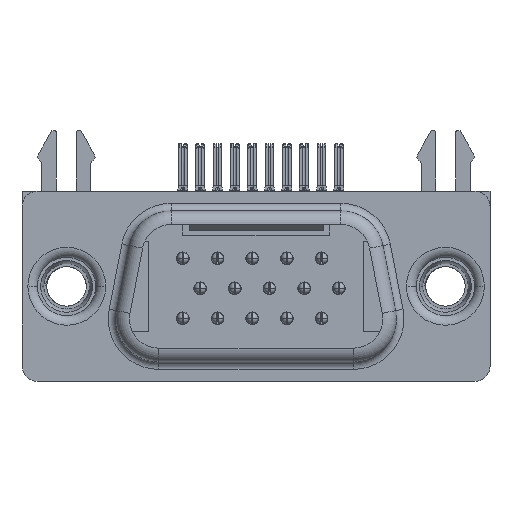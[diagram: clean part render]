
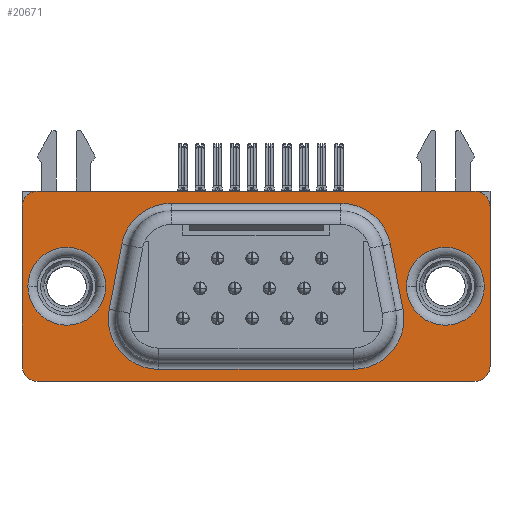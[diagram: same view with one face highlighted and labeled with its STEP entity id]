
A CAD part, front view. The second image highlights one B-rep face of the part: STEP entity #20671.
In plain terms, the highlighted planar face has unit normal (0, -1, 0).
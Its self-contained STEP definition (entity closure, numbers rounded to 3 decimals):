
#18863=CARTESIAN_POINT('',(-12.495,-0.4,0.));
#18864=DIRECTION('',(0.,1.,0.));
#18865=DIRECTION('',(1.,0.,0.));
#18866=AXIS2_PLACEMENT_3D('',#18863,#18864,#18865);
#18873=CARTESIAN_POINT('',(-12.495,-0.4,0.));
#18874=DIRECTION('',(0.,1.,0.));
#18875=DIRECTION('',(-1.,0.,0.));
#18876=AXIS2_PLACEMENT_3D('',#18873,#18874,#18875);
#18878=CARTESIAN_POINT('',(14.44,-0.4,5.275));
#18879=DIRECTION('',(0.,-1.,0.));
#18880=DIRECTION('',(1.,0.,0.));
#18881=AXIS2_PLACEMENT_3D('',#18878,#18879,#18880);
#18883=DIRECTION('',(0.,0.,-1.));
#18884=VECTOR('',#18883,10.55);
#18885=CARTESIAN_POINT('',(15.44,-0.4,5.275));
#18886=LINE('',#18885,#18884);
#18887=CARTESIAN_POINT('',(14.44,-0.4,-5.275));
#18888=DIRECTION('',(0.,-1.,0.));
#18889=DIRECTION('',(0.,0.,-1.));
#18890=AXIS2_PLACEMENT_3D('',#18887,#18888,#18889);
#18892=DIRECTION('',(-1.,0.,0.));
#18893=VECTOR('',#18892,28.88);
#18894=CARTESIAN_POINT('',(14.44,-0.4,-6.275));
#18895=LINE('',#18894,#18893);
#18896=CARTESIAN_POINT('',(-14.44,-0.4,-5.275));
#18897=DIRECTION('',(0.,-1.,0.));
#18898=DIRECTION('',(-1.,0.,0.));
#18899=AXIS2_PLACEMENT_3D('',#18896,#18897,#18898);
#18901=DIRECTION('',(0.,0.,1.));
#18902=VECTOR('',#18901,10.55);
#18903=CARTESIAN_POINT('',(-15.44,-0.4,-5.275));
#18904=LINE('',#18903,#18902);
#18905=CARTESIAN_POINT('',(-14.44,-0.4,5.275));
#18906=DIRECTION('',(0.,-1.,0.));
#18907=DIRECTION('',(0.,0.,1.));
#18908=AXIS2_PLACEMENT_3D('',#18905,#18906,#18907);
#18910=DIRECTION('',(1.,0.,0.));
#18911=VECTOR('',#18910,28.88);
#18912=CARTESIAN_POINT('',(-14.44,-0.4,6.275));
#18913=LINE('',#18912,#18911);
#18914=CARTESIAN_POINT('',(-5.594,-0.4,-2.15));
#18915=DIRECTION('',(0.,-1.,0.));
#18916=DIRECTION('',(-0.982,0.,-0.191));
#18917=AXIS2_PLACEMENT_3D('',#18914,#18915,#18916);
#18919=DIRECTION('',(1.,0.,0.));
#18920=VECTOR('',#18919,11.188);
#18921=CARTESIAN_POINT('',(-5.594,-0.4,-5.48));
#18922=LINE('',#18921,#18920);
#18923=CARTESIAN_POINT('',(5.594,-0.4,-2.15));
#18924=DIRECTION('',(0.,-1.,0.));
#18925=DIRECTION('',(0.,0.,-1.));
#18926=AXIS2_PLACEMENT_3D('',#18923,#18924,#18925);
#18928=DIRECTION('',(0.191,0.,0.982));
#18929=VECTOR('',#18928,4.38);
#18930=CARTESIAN_POINT('',(8.863,-0.4,-2.785));
#18931=LINE('',#18930,#18929);
#18932=CARTESIAN_POINT('',(6.43,-0.4,2.15));
#18933=DIRECTION('',(0.,-1.,0.));
#18934=DIRECTION('',(0.982,0.,-0.191));
#18935=AXIS2_PLACEMENT_3D('',#18932,#18933,#18934);
#18937=DIRECTION('',(-1.,0.,0.));
#18938=VECTOR('',#18937,12.86);
#18939=CARTESIAN_POINT('',(6.43,-0.4,5.48));
#18940=LINE('',#18939,#18938);
#18941=CARTESIAN_POINT('',(-6.43,-0.4,2.15));
#18942=DIRECTION('',(0.,-1.,0.));
#18943=DIRECTION('',(0.,0.,1.));
#18944=AXIS2_PLACEMENT_3D('',#18941,#18942,#18943);
#18946=DIRECTION('',(0.191,0.,-0.982));
#18947=VECTOR('',#18946,4.38);
#18948=CARTESIAN_POINT('',(-9.699,-0.4,1.515));
#18949=LINE('',#18948,#18947);
#18950=CARTESIAN_POINT('',(12.495,-0.4,0.));
#18951=DIRECTION('',(0.,1.,0.));
#18952=DIRECTION('',(1.,0.,0.));
#18953=AXIS2_PLACEMENT_3D('',#18950,#18951,#18952);
#18960=CARTESIAN_POINT('',(12.495,-0.4,0.));
#18961=DIRECTION('',(0.,1.,0.));
#18962=DIRECTION('',(-1.,0.,0.));
#18963=AXIS2_PLACEMENT_3D('',#18960,#18961,#18962);
#20070=CARTESIAN_POINT('',(-9.925,-0.4,0.));
#20071=CARTESIAN_POINT('',(-15.065,-0.4,0.));
#20072=VERTEX_POINT('',#20070);
#20073=VERTEX_POINT('',#20071);
#20094=CARTESIAN_POINT('',(15.065,-0.4,0.));
#20096=VERTEX_POINT('',#20094);
#20100=CARTESIAN_POINT('',(9.925,-0.4,0.));
#20102=VERTEX_POINT('',#20100);
#20110=CARTESIAN_POINT('',(15.44,-0.4,5.275));
#20111=VERTEX_POINT('',#20110);
#20112=CARTESIAN_POINT('',(14.44,-0.4,6.275));
#20113=VERTEX_POINT('',#20112);
#20118=CARTESIAN_POINT('',(14.44,-0.4,-6.275));
#20119=VERTEX_POINT('',#20118);
#20120=CARTESIAN_POINT('',(15.44,-0.4,-5.275));
#20121=VERTEX_POINT('',#20120);
#20126=CARTESIAN_POINT('',(-15.44,-0.4,-5.275));
#20127=VERTEX_POINT('',#20126);
#20128=CARTESIAN_POINT('',(-14.44,-0.4,-6.275));
#20129=VERTEX_POINT('',#20128);
#20134=CARTESIAN_POINT('',(-14.44,-0.4,6.275));
#20135=VERTEX_POINT('',#20134);
#20136=CARTESIAN_POINT('',(-15.44,-0.4,5.275));
#20137=VERTEX_POINT('',#20136);
#20234=CARTESIAN_POINT('',(-8.863,-0.4,-2.785));
#20235=CARTESIAN_POINT('',(-5.594,-0.4,-5.48));
#20236=VERTEX_POINT('',#20234);
#20237=VERTEX_POINT('',#20235);
#20238=CARTESIAN_POINT('',(5.594,-0.4,-5.48));
#20239=VERTEX_POINT('',#20238);
#20240=CARTESIAN_POINT('',(8.863,-0.4,-2.785));
#20241=VERTEX_POINT('',#20240);
#20242=CARTESIAN_POINT('',(9.699,-0.4,1.515));
#20243=VERTEX_POINT('',#20242);
#20244=CARTESIAN_POINT('',(6.43,-0.4,5.48));
#20245=VERTEX_POINT('',#20244);
#20246=CARTESIAN_POINT('',(-6.43,-0.4,5.48));
#20247=VERTEX_POINT('',#20246);
#20248=CARTESIAN_POINT('',(-9.699,-0.4,1.515));
#20249=VERTEX_POINT('',#20248);
#20620=CARTESIAN_POINT('',(0.,-0.4,0.));
#20621=DIRECTION('',(0.,1.,0.));
#20622=DIRECTION('',(1.,0.,0.));
#20623=AXIS2_PLACEMENT_3D('',#20620,#20621,#20622);
#20624=PLANE('',#20623);
#20626=ORIENTED_EDGE('',*,*,#20625,.F.);
#20628=ORIENTED_EDGE('',*,*,#20627,.T.);
#20630=ORIENTED_EDGE('',*,*,#20629,.F.);
#20632=ORIENTED_EDGE('',*,*,#20631,.T.);
#20634=ORIENTED_EDGE('',*,*,#20633,.F.);
#20636=ORIENTED_EDGE('',*,*,#20635,.T.);
#20638=ORIENTED_EDGE('',*,*,#20637,.F.);
#20640=ORIENTED_EDGE('',*,*,#20639,.T.);
#20641=EDGE_LOOP('',(#20626,#20628,#20630,#20632,#20634,#20636,#20638,#20640));
#20642=FACE_OUTER_BOUND('',#20641,.F.);
#20643=ORIENTED_EDGE('',*,*,#20599,.F.);
#20644=ORIENTED_EDGE('',*,*,#20613,.F.);
#20645=EDGE_LOOP('',(#20643,#20644));
#20646=FACE_BOUND('',#20645,.F.);
#20648=ORIENTED_EDGE('',*,*,#20647,.F.);
#20650=ORIENTED_EDGE('',*,*,#20649,.F.);
#20651=EDGE_LOOP('',(#20648,#20650));
#20652=FACE_BOUND('',#20651,.F.);
#20654=ORIENTED_EDGE('',*,*,#20653,.T.);
#20656=ORIENTED_EDGE('',*,*,#20655,.T.);
#20658=ORIENTED_EDGE('',*,*,#20657,.T.);
#20660=ORIENTED_EDGE('',*,*,#20659,.T.);
#20662=ORIENTED_EDGE('',*,*,#20661,.T.);
#20664=ORIENTED_EDGE('',*,*,#20663,.T.);
#20666=ORIENTED_EDGE('',*,*,#20665,.T.);
#20668=ORIENTED_EDGE('',*,*,#20667,.T.);
#20669=EDGE_LOOP('',(#20654,#20656,#20658,#20660,#20662,#20664,#20666,#20668));
#20670=FACE_BOUND('',#20669,.F.);
#20671=ADVANCED_FACE('',(#20642,#20646,#20652,#20670),#20624,.F.);
#18867=CIRCLE('',#18866,2.57);
#18877=CIRCLE('',#18876,2.57);
#18882=CIRCLE('',#18881,1.);
#18891=CIRCLE('',#18890,1.);
#18900=CIRCLE('',#18899,1.);
#18909=CIRCLE('',#18908,1.);
#18918=CIRCLE('',#18917,3.33);
#18927=CIRCLE('',#18926,3.33);
#18936=CIRCLE('',#18935,3.33);
#18945=CIRCLE('',#18944,3.33);
#18954=CIRCLE('',#18953,2.57);
#18964=CIRCLE('',#18963,2.57);
#20599=EDGE_CURVE('',#20072,#20073,#18867,.T.);
#20613=EDGE_CURVE('',#20073,#20072,#18877,.T.);
#20625=EDGE_CURVE('',#20111,#20113,#18882,.T.);
#20627=EDGE_CURVE('',#20111,#20121,#18886,.T.);
#20629=EDGE_CURVE('',#20119,#20121,#18891,.T.);
#20631=EDGE_CURVE('',#20119,#20129,#18895,.T.);
#20633=EDGE_CURVE('',#20127,#20129,#18900,.T.);
#20635=EDGE_CURVE('',#20127,#20137,#18904,.T.);
#20637=EDGE_CURVE('',#20135,#20137,#18909,.T.);
#20639=EDGE_CURVE('',#20135,#20113,#18913,.T.);
#20647=EDGE_CURVE('',#20096,#20102,#18954,.T.);
#20649=EDGE_CURVE('',#20102,#20096,#18964,.T.);
#20653=EDGE_CURVE('',#20236,#20237,#18918,.T.);
#20655=EDGE_CURVE('',#20237,#20239,#18922,.T.);
#20657=EDGE_CURVE('',#20239,#20241,#18927,.T.);
#20659=EDGE_CURVE('',#20241,#20243,#18931,.T.);
#20661=EDGE_CURVE('',#20243,#20245,#18936,.T.);
#20663=EDGE_CURVE('',#20245,#20247,#18940,.T.);
#20665=EDGE_CURVE('',#20247,#20249,#18945,.T.);
#20667=EDGE_CURVE('',#20249,#20236,#18949,.T.);
